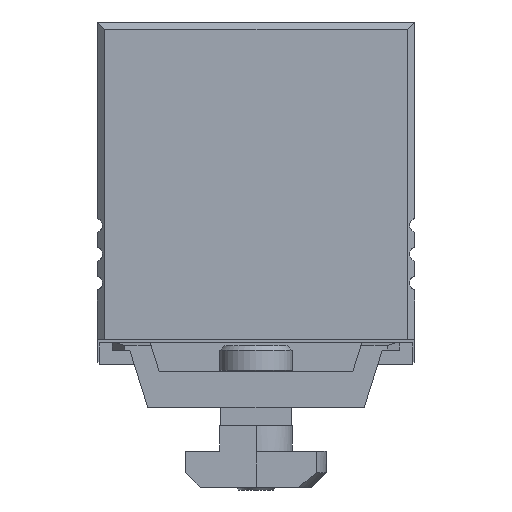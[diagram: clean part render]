
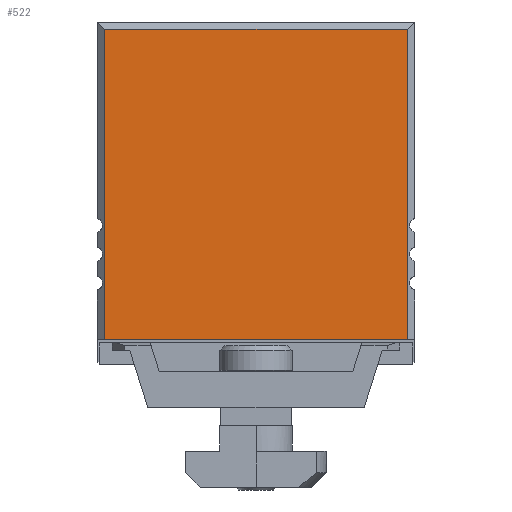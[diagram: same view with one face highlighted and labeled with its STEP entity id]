
A CAD part, left-side view. The second image highlights one B-rep face of the part: STEP entity #522.
In plain terms, the highlighted planar face has unit normal (-1, 0, 0).
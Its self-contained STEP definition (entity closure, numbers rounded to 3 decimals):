
#522=ADVANCED_FACE('',(#1270),#1271,.F.);
#1270=FACE_OUTER_BOUND('',#2277,.T.);
#1271=PLANE('',#2278);
#2277=EDGE_LOOP('',(#3785,#3786,#3787,#3788));
#2278=AXIS2_PLACEMENT_3D('',#3789,#3790,#3791);
#3785=ORIENTED_EDGE('',*,*,#6423,.F.);
#3786=ORIENTED_EDGE('',*,*,#6428,.F.);
#3787=ORIENTED_EDGE('',*,*,#6414,.F.);
#3788=ORIENTED_EDGE('',*,*,#6431,.F.);
#3789=CARTESIAN_POINT('',(-9.7,0.,22.5));
#3790=DIRECTION('',(1.0,0.0,0.0));
#3791=DIRECTION('',(0.0,1.0,-0.0));
#6414=EDGE_CURVE('',#7851,#7853,#7854,.F.);
#6423=EDGE_CURVE('',#7864,#7866,#7867,.F.);
#6428=EDGE_CURVE('',#7853,#7864,#7873,.F.);
#6431=EDGE_CURVE('',#7866,#7851,#7876,.T.);
#7851=VERTEX_POINT('',#9774);
#7853=VERTEX_POINT('',#9777);
#7854=LINE('',#9778,#9779);
#7864=VERTEX_POINT('',#9795);
#7866=VERTEX_POINT('',#9798);
#7867=LINE('',#9799,#9800);
#7873=LINE('',#9809,#9810);
#7876=LINE('',#9814,#9815);
#9774=CARTESIAN_POINT('',(-9.7,21.,0.5));
#9777=CARTESIAN_POINT('',(-9.7,21.,43.5));
#9778=CARTESIAN_POINT('',(-9.7,21.,17.));
#9779=VECTOR('',#14262,1.0);
#9795=CARTESIAN_POINT('',(-9.7,-21.,43.5));
#9798=CARTESIAN_POINT('',(-9.7,-21.,0.5));
#9799=CARTESIAN_POINT('',(-9.7,-21.,28.));
#9800=VECTOR('',#14270,1.0);
#9809=CARTESIAN_POINT('',(-9.7,5.5,43.5));
#9810=VECTOR('',#14274,1.0);
#9814=CARTESIAN_POINT('',(-9.7,-11.,0.5));
#9815=VECTOR('',#14276,1.0);
#14262=DIRECTION('',(0.0,0.,-1.0));
#14270=DIRECTION('',(0.0,0.,1.0));
#14274=DIRECTION('',(0.0,1.0,0.));
#14276=DIRECTION('',(-0.0,1.0,0.0));
